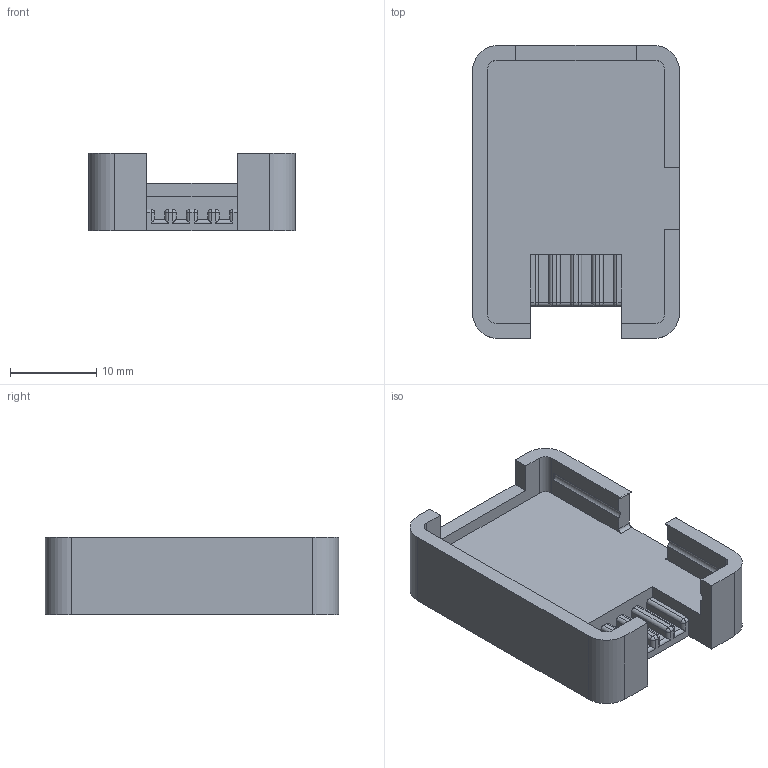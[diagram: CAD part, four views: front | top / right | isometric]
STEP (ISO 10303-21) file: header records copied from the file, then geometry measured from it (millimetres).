
FILE_DESCRIPTION(/* description */ ('STEP AP203'),/* implementation_level */ '2;1');
FILE_NAME(/* name */ '699312dbaa5e68cf5f790b3a',/* time_stamp */ '2026-02-16T12:51:40Z',/* author */ (''),/* organization */ (''),/* preprocessor_version */ 'ST-DEVELOPER v20',/* originating_system */ 'ONSHAPE BY PTC INC, 1.210',/* authorisation */ ' ');
FILE_SCHEMA (('CONFIG_CONTROL_DESIGN'));
Length unit declared in the file: metre
Products named in the file (1): Base
Bounding box: 24 x 34 x 9 mm (x, y, z)
Volume: 3605.8 mm3; surface area: 2907.7 mm2
Topology: 1 solids, 1 shells, 98 faces, 261 edges, 158 vertices
Faces by surface type: plane 48, cylinder 42, sphere 8
Entity records: 2989 total; most frequent: DIRECTION 527, CARTESIAN_POINT 510, ORIENTED_EDGE 506, EDGE_CURVE 253, LINE 177, VECTOR 177, AXIS2_PLACEMENT_3D 175, VERTEX_POINT 158
